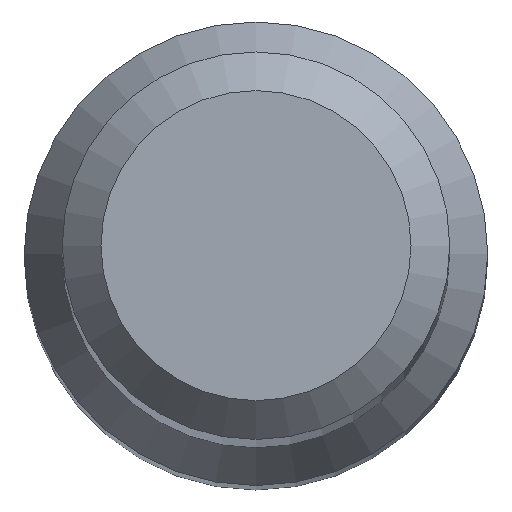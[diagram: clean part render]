
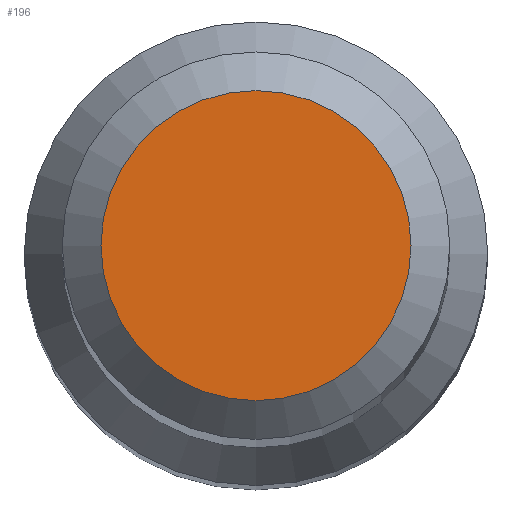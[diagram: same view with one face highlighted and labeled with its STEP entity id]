
A CAD part, top view. The second image highlights one B-rep face of the part: STEP entity #196.
In plain terms, the highlighted planar face has unit normal (0, 0, 1).
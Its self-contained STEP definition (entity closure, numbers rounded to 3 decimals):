
#28 = CARTESIAN_POINT ( 'NONE',  ( 0., 1.2, 56. ) ) ;
#48 = DIRECTION ( 'NONE',  ( 0., 1., 0. ) ) ;
#55 = AXIS2_PLACEMENT_3D ( 'NONE', #109, #213, #135 ) ;
#85 = EDGE_CURVE ( 'NONE', #87, #87, #162, .T. ) ;
#87 = VERTEX_POINT ( 'NONE', #28 ) ;
#91 = EDGE_LOOP ( 'NONE', ( #121 ) ) ;
#109 = CARTESIAN_POINT ( 'NONE',  ( 0., 0., 56. ) ) ;
#118 = DIRECTION ( 'NONE',  ( 0., 0., -1. ) ) ;
#121 = ORIENTED_EDGE ( 'NONE', *, *, #85, .F. ) ;
#135 = DIRECTION ( 'NONE',  ( 0., 1., 0. ) ) ;
#160 = PLANE ( 'NONE',  #188 ) ;
#162 = CIRCLE ( 'NONE', #55, 1.2 ) ;
#185 = FACE_OUTER_BOUND ( 'NONE', #91, .T. ) ;
#188 = AXIS2_PLACEMENT_3D ( 'NONE', #236, #118, #48 ) ;
#196 = ADVANCED_FACE ( 'NONE', ( #185 ), #160, .F. ) ;
#213 = DIRECTION ( 'NONE',  ( 0., 0., -1. ) ) ;
#236 = CARTESIAN_POINT ( 'NONE',  ( 0., 0., 56. ) ) ;
